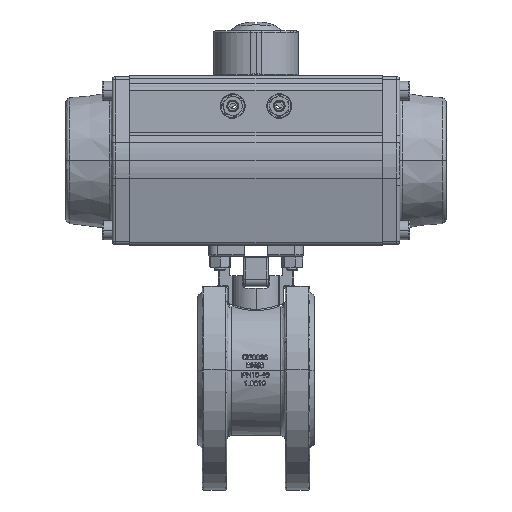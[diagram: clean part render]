
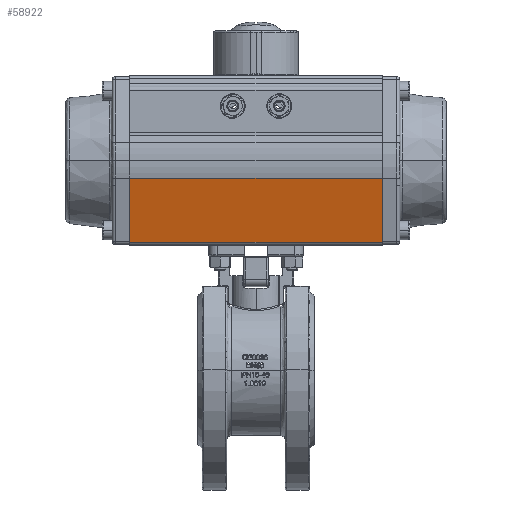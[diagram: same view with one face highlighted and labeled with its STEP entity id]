
A CAD part, top view. The second image highlights one B-rep face of the part: STEP entity #58922.
In plain terms, the highlighted planar face has unit normal (0, 0.243, -0.97).
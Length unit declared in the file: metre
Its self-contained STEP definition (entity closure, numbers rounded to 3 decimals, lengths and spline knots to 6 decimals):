
#1060 = DIRECTION ( 'NONE',  ( 0., -0.97, -0.243 ) ) ;
#1754 = VECTOR ( 'NONE', #65170, 1. ) ;
#2505 = ORIENTED_EDGE ( 'NONE', *, *, #4470, .T. ) ;
#4470 = EDGE_CURVE ( 'NONE', #44253, #26928, #36725, .T. ) ;
#4982 = EDGE_CURVE ( 'NONE', #26928, #64079, #12194, .T. ) ;
#7569 = LINE ( 'NONE', #42461, #1754 ) ;
#9180 = VECTOR ( 'NONE', #69798, 1. ) ;
#12194 = LINE ( 'NONE', #29331, #35357 ) ;
#15731 = DIRECTION ( 'NONE',  ( 0., 0.97, 0.243 ) ) ;
#15955 = DIRECTION ( 'NONE',  ( 0., 0.243, -0.97 ) ) ;
#21512 = CARTESIAN_POINT ( 'NONE',  ( 0.126427, 0.077081, 0.2065 ) ) ;
#24365 = ORIENTED_EDGE ( 'NONE', *, *, #4982, .T. ) ;
#26031 = CARTESIAN_POINT ( 'NONE',  ( 0.126427, 0.078975, 0.206974 ) ) ;
#26928 = VERTEX_POINT ( 'NONE', #53856 ) ;
#27892 = VECTOR ( 'NONE', #15731, 1. ) ;
#29331 = CARTESIAN_POINT ( 'NONE',  ( 0.126427, 0.077081, 0.2065 ) ) ;
#32453 = LINE ( 'NONE', #55109, #27892 ) ;
#33401 = FACE_OUTER_BOUND ( 'NONE', #73195, .T. ) ;
#35357 = VECTOR ( 'NONE', #1060, 1. ) ;
#35459 = AXIS2_PLACEMENT_3D ( 'NONE', #21512, #15955, #44148 ) ;
#35977 = CARTESIAN_POINT ( 'NONE',  ( 0.126427, 0.122955, 0.217976 ) ) ;
#36175 = EDGE_CURVE ( 'NONE', #64079, #40344, #7569, .T. ) ;
#36198 = EDGE_CURVE ( 'NONE', #40344, #44253, #32453, .T. ) ;
#36725 = LINE ( 'NONE', #35977, #9180 ) ;
#40344 = VERTEX_POINT ( 'NONE', #56940 ) ;
#42461 = CARTESIAN_POINT ( 'NONE',  ( 0.126427, 0.078975, 0.206974 ) ) ;
#44148 = DIRECTION ( 'NONE',  ( 0., 0.97, 0.243 ) ) ;
#44253 = VERTEX_POINT ( 'NONE', #44964 ) ;
#44964 = CARTESIAN_POINT ( 'NONE',  ( -0.047573, 0.122955, 0.217976 ) ) ;
#53856 = CARTESIAN_POINT ( 'NONE',  ( 0.126427, 0.122955, 0.217976 ) ) ;
#55000 = ORIENTED_EDGE ( 'NONE', *, *, #36198, .T. ) ;
#55109 = CARTESIAN_POINT ( 'NONE',  ( -0.047573, 0.077081, 0.2065 ) ) ;
#56715 = ORIENTED_EDGE ( 'NONE', *, *, #36175, .T. ) ;
#56940 = CARTESIAN_POINT ( 'NONE',  ( -0.047573, 0.078975, 0.206974 ) ) ;
#58922 = ADVANCED_FACE ( 'NONE', ( #33401 ), #67237, .T. ) ;
#64079 = VERTEX_POINT ( 'NONE', #26031 ) ;
#65170 = DIRECTION ( 'NONE',  ( -1., 0., 0. ) ) ;
#67237 = PLANE ( 'NONE',  #35459 ) ;
#69798 = DIRECTION ( 'NONE',  ( 1., 0., 0. ) ) ;
#73195 = EDGE_LOOP ( 'NONE', ( #56715, #55000, #2505, #24365 ) ) ;
